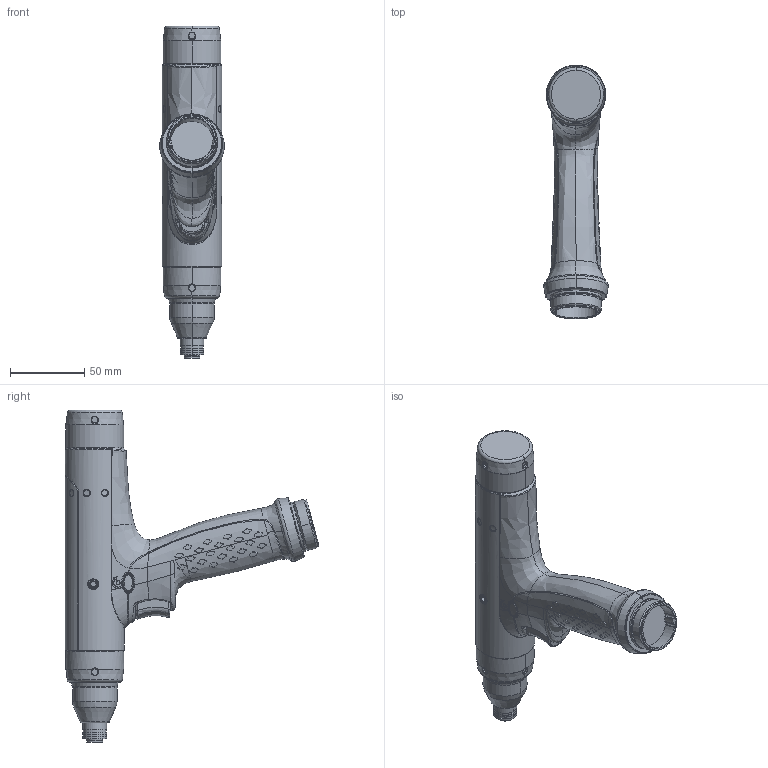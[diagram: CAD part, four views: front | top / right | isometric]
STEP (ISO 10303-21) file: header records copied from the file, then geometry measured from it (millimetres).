
FILE_DESCRIPTION((''),'2;1');
FILE_NAME('PRT0001','2021-07-01T15:46:41',('INEVDh'),(''),'CREO PARAMETRIC BY PTC INC, 2020281','CREO PARAMETRIC BY PTC INC, 2020281','');
FILE_SCHEMA(('CONFIG_CONTROL_DESIGN'));
Products named in the file (1): PRT0001
Bounding box: 43.61 x 170.99 x 223.71 mm (x, y, z)
Volume: 387087.4 mm3; surface area: 48987.7 mm2
Topology: 2 solids, 2 shells, 966 faces, 2390 edges, 1511 vertices
Faces by surface type: bspline 604, cylinder 128, plane 103, cone 73, torus 48, revolution 6, extrusion 2, sphere 2
Entity records: 73472 total; most frequent: CARTESIAN_POINT 55217, ORIENTED_EDGE 4780, EDGE_CURVE 2390, DIRECTION 1958, B_SPLINE_CURVE_WITH_KNOTS 1530, VERTEX_POINT 1511, EDGE_LOOP 1049, FACE_OUTER_BOUND 966
